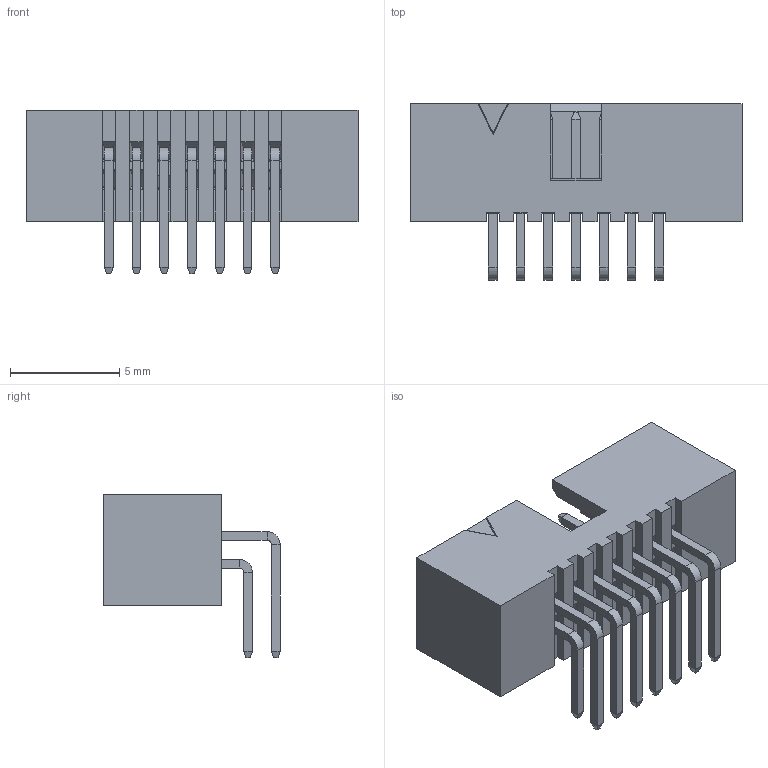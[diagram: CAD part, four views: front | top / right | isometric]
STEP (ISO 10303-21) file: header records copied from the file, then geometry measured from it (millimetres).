
FILE_DESCRIPTION(/* description */ (''),/* implementation_level */ '2;1');
FILE_NAME(/* name */ '336-014-2.stp',/* time_stamp */ '2017-10-23T08:12:45+02:00',/* author */ ('Andreas.Larin'),/* organization */ (''),/* preprocessor_version */ 'ST-DEVELOPER v15.6',/* originating_system */ 'Autodesk Inventor 2015',/* authorisation */ '');
FILE_SCHEMA (('AUTOMOTIVE_DESIGN { 1 0 10303 214 3 1 1 }'));
Length unit declared in the file: centimetre
Products named in the file (1): 336-014-2
Bounding box: 15.19 x 8.07 x 7.5 mm (x, y, z)
Volume: 257.4 mm3; surface area: 737.5 mm2
Topology: 1 solids, 1 shells, 477 faces, 1053 edges, 606 vertices
Faces by surface type: plane 445, cylinder 32
Entity records: 12549 total; most frequent: CARTESIAN_POINT 2137, ORIENTED_EDGE 2106, DIRECTION 2071, EDGE_CURVE 1053, LINE 991, VECTOR 991, VERTEX_POINT 606, AXIS2_PLACEMENT_3D 540
